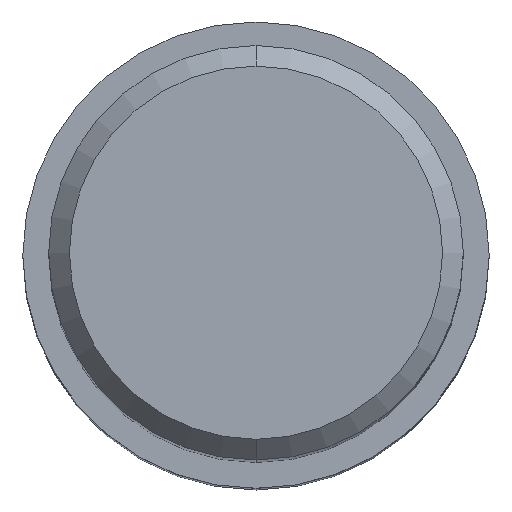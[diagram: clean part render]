
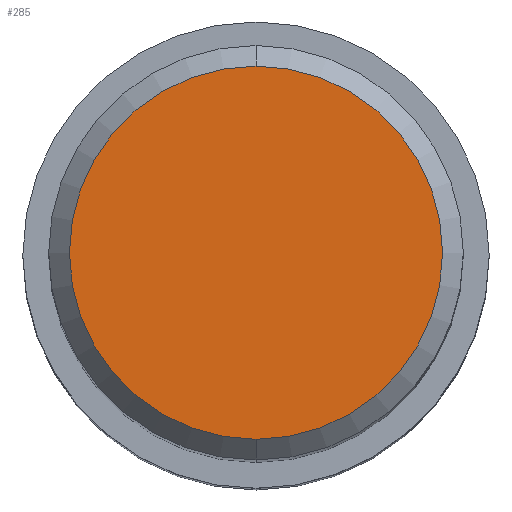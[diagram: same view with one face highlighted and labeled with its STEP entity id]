
A CAD part, top view. The second image highlights one B-rep face of the part: STEP entity #285.
In plain terms, the highlighted planar face has unit normal (0, 0, 1).
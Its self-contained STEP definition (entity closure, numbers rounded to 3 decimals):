
#243=EDGE_CURVE('',#327,#387,#546,.T.);
#285=ADVANCED_FACE('',(#591),#592,.T.);
#327=VERTEX_POINT('',#640);
#363=EDGE_CURVE('',#387,#327,#681,.T.);
#387=VERTEX_POINT('',#708);
#546=CIRCLE('',#913,7.2);
#591=FACE_OUTER_BOUND('',#1051,.T.);
#592=PLANE('',#1052);
#640=CARTESIAN_POINT('',(0.,-7.2,0.0));
#681=CIRCLE('',#1261,7.2);
#708=CARTESIAN_POINT('',(0.0,7.2,0.0));
#913=AXIS2_PLACEMENT_3D('',#1540,#1541,#1542);
#1051=EDGE_LOOP('',(#1574,#1575));
#1052=AXIS2_PLACEMENT_3D('',#1576,#1577,#1578);
#1261=AXIS2_PLACEMENT_3D('',#1682,#1683,#1684);
#1540=CARTESIAN_POINT('',(0.0,0.0,0.0));
#1541=DIRECTION('',(0.0,0.0,-1.0));
#1542=DIRECTION('',(0.0,1.0,0.0));
#1574=ORIENTED_EDGE('',*,*,#363,.F.);
#1575=ORIENTED_EDGE('',*,*,#243,.F.);
#1576=CARTESIAN_POINT('',(0.0,3.6,0.0));
#1577=DIRECTION('',(-0.0,0.0,1.0));
#1578=DIRECTION('',(0.0,-1.0,0.0));
#1682=CARTESIAN_POINT('',(0.0,0.0,0.0));
#1683=DIRECTION('',(0.0,0.0,-1.0));
#1684=DIRECTION('',(0.0,1.0,0.0));
